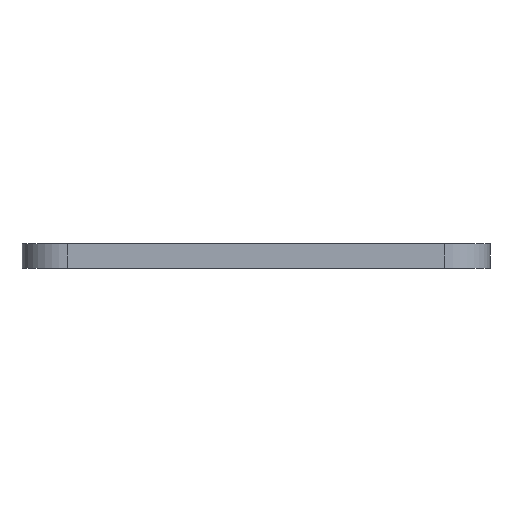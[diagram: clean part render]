
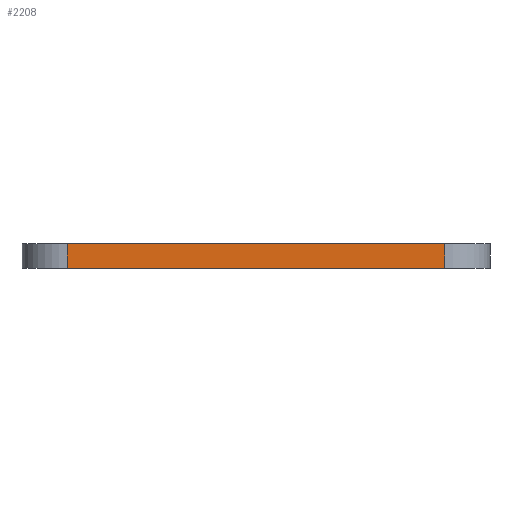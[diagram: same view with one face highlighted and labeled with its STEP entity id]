
A CAD part, left-side view. The second image highlights one B-rep face of the part: STEP entity #2208.
In plain terms, the highlighted planar face has unit normal (-1, 0, 0).
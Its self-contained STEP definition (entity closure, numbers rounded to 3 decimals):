
#83 = PLANE('',#84);
#84 = AXIS2_PLACEMENT_3D('',#85,#86,#87);
#85 = CARTESIAN_POINT('',(87.5,-52.5,1.6));
#86 = DIRECTION('',(0.,0.,1.));
#87 = DIRECTION('',(1.,0.,-0.));
#137 = PLANE('',#138);
#138 = AXIS2_PLACEMENT_3D('',#139,#140,#141);
#139 = CARTESIAN_POINT('',(87.5,-52.5,0.));
#140 = DIRECTION('',(0.,0.,1.));
#141 = DIRECTION('',(1.,0.,-0.));
#334 = VERTEX_POINT('',#335);
#335 = CARTESIAN_POINT('',(52.,-40.,0.));
#350 = CYLINDRICAL_SURFACE('',#351,3.);
#351 = AXIS2_PLACEMENT_3D('',#352,#353,#354);
#352 = CARTESIAN_POINT('',(55.,-40.,0.));
#353 = DIRECTION('',(-0.,-0.,-1.));
#354 = DIRECTION('',(1.,0.,-0.));
#362 = EDGE_CURVE('',#334,#363,#365,.T.);
#363 = VERTEX_POINT('',#364);
#364 = CARTESIAN_POINT('',(52.,-65.,0.));
#365 = SURFACE_CURVE('',#366,(#370,#377),.PCURVE_S1.);
#366 = LINE('',#367,#368);
#367 = CARTESIAN_POINT('',(52.,-40.,0.));
#368 = VECTOR('',#369,1.);
#369 = DIRECTION('',(0.,-1.,0.));
#370 = PCURVE('',#137,#371);
#371 = DEFINITIONAL_REPRESENTATION('',(#372),#376);
#372 = LINE('',#373,#374);
#373 = CARTESIAN_POINT('',(-35.5,12.5));
#374 = VECTOR('',#375,1.);
#375 = DIRECTION('',(0.,-1.));
#376 = ( GEOMETRIC_REPRESENTATION_CONTEXT(2) 
PARAMETRIC_REPRESENTATION_CONTEXT() REPRESENTATION_CONTEXT('2D SPACE',''
  ) );
#377 = PCURVE('',#378,#383);
#378 = PLANE('',#379);
#379 = AXIS2_PLACEMENT_3D('',#380,#381,#382);
#380 = CARTESIAN_POINT('',(52.,-40.,0.));
#381 = DIRECTION('',(1.,0.,-0.));
#382 = DIRECTION('',(0.,-1.,0.));
#383 = DEFINITIONAL_REPRESENTATION('',(#384),#388);
#384 = LINE('',#385,#386);
#385 = CARTESIAN_POINT('',(0.,0.));
#386 = VECTOR('',#387,1.);
#387 = DIRECTION('',(1.,0.));
#388 = ( GEOMETRIC_REPRESENTATION_CONTEXT(2) 
PARAMETRIC_REPRESENTATION_CONTEXT() REPRESENTATION_CONTEXT('2D SPACE',''
  ) );
#407 = CYLINDRICAL_SURFACE('',#408,3.);
#408 = AXIS2_PLACEMENT_3D('',#409,#410,#411);
#409 = CARTESIAN_POINT('',(55.,-65.,0.));
#410 = DIRECTION('',(-0.,-0.,-1.));
#411 = DIRECTION('',(1.,0.,-0.));
#1307 = VERTEX_POINT('',#1308);
#1308 = CARTESIAN_POINT('',(52.,-40.,1.6));
#1330 = EDGE_CURVE('',#1307,#1331,#1333,.T.);
#1331 = VERTEX_POINT('',#1332);
#1332 = CARTESIAN_POINT('',(52.,-65.,1.6));
#1333 = SURFACE_CURVE('',#1334,(#1338,#1345),.PCURVE_S1.);
#1334 = LINE('',#1335,#1336);
#1335 = CARTESIAN_POINT('',(52.,-40.,1.6));
#1336 = VECTOR('',#1337,1.);
#1337 = DIRECTION('',(0.,-1.,0.));
#1338 = PCURVE('',#83,#1339);
#1339 = DEFINITIONAL_REPRESENTATION('',(#1340),#1344);
#1340 = LINE('',#1341,#1342);
#1341 = CARTESIAN_POINT('',(-35.5,12.5));
#1342 = VECTOR('',#1343,1.);
#1343 = DIRECTION('',(0.,-1.));
#1344 = ( GEOMETRIC_REPRESENTATION_CONTEXT(2) 
PARAMETRIC_REPRESENTATION_CONTEXT() REPRESENTATION_CONTEXT('2D SPACE',''
  ) );
#1345 = PCURVE('',#378,#1346);
#1346 = DEFINITIONAL_REPRESENTATION('',(#1347),#1351);
#1347 = LINE('',#1348,#1349);
#1348 = CARTESIAN_POINT('',(0.,-1.6));
#1349 = VECTOR('',#1350,1.);
#1350 = DIRECTION('',(1.,0.));
#1351 = ( GEOMETRIC_REPRESENTATION_CONTEXT(2) 
PARAMETRIC_REPRESENTATION_CONTEXT() REPRESENTATION_CONTEXT('2D SPACE',''
  ) );
#2158 = EDGE_CURVE('',#363,#1331,#2159,.T.);
#2159 = SURFACE_CURVE('',#2160,(#2164,#2171),.PCURVE_S1.);
#2160 = LINE('',#2161,#2162);
#2161 = CARTESIAN_POINT('',(52.,-65.,0.));
#2162 = VECTOR('',#2163,1.);
#2163 = DIRECTION('',(0.,0.,1.));
#2164 = PCURVE('',#407,#2165);
#2165 = DEFINITIONAL_REPRESENTATION('',(#2166),#2170);
#2166 = LINE('',#2167,#2168);
#2167 = CARTESIAN_POINT('',(-3.142,0.));
#2168 = VECTOR('',#2169,1.);
#2169 = DIRECTION('',(-0.,-1.));
#2170 = ( GEOMETRIC_REPRESENTATION_CONTEXT(2) 
PARAMETRIC_REPRESENTATION_CONTEXT() REPRESENTATION_CONTEXT('2D SPACE',''
  ) );
#2171 = PCURVE('',#378,#2172);
#2172 = DEFINITIONAL_REPRESENTATION('',(#2173),#2177);
#2173 = LINE('',#2174,#2175);
#2174 = CARTESIAN_POINT('',(25.,0.));
#2175 = VECTOR('',#2176,1.);
#2176 = DIRECTION('',(0.,-1.));
#2177 = ( GEOMETRIC_REPRESENTATION_CONTEXT(2) 
PARAMETRIC_REPRESENTATION_CONTEXT() REPRESENTATION_CONTEXT('2D SPACE',''
  ) );
#2187 = EDGE_CURVE('',#334,#1307,#2188,.T.);
#2188 = SURFACE_CURVE('',#2189,(#2193,#2200),.PCURVE_S1.);
#2189 = LINE('',#2190,#2191);
#2190 = CARTESIAN_POINT('',(52.,-40.,0.));
#2191 = VECTOR('',#2192,1.);
#2192 = DIRECTION('',(0.,0.,1.));
#2193 = PCURVE('',#350,#2194);
#2194 = DEFINITIONAL_REPRESENTATION('',(#2195),#2199);
#2195 = LINE('',#2196,#2197);
#2196 = CARTESIAN_POINT('',(-3.142,0.));
#2197 = VECTOR('',#2198,1.);
#2198 = DIRECTION('',(-0.,-1.));
#2199 = ( GEOMETRIC_REPRESENTATION_CONTEXT(2) 
PARAMETRIC_REPRESENTATION_CONTEXT() REPRESENTATION_CONTEXT('2D SPACE',''
  ) );
#2200 = PCURVE('',#378,#2201);
#2201 = DEFINITIONAL_REPRESENTATION('',(#2202),#2206);
#2202 = LINE('',#2203,#2204);
#2203 = CARTESIAN_POINT('',(0.,0.));
#2204 = VECTOR('',#2205,1.);
#2205 = DIRECTION('',(0.,-1.));
#2206 = ( GEOMETRIC_REPRESENTATION_CONTEXT(2) 
PARAMETRIC_REPRESENTATION_CONTEXT() REPRESENTATION_CONTEXT('2D SPACE',''
  ) );
#2208 = ADVANCED_FACE('',(#2209),#378,.F.);
#2209 = FACE_BOUND('',#2210,.F.);
#2210 = EDGE_LOOP('',(#2211,#2212,#2213,#2214));
#2211 = ORIENTED_EDGE('',*,*,#2187,.T.);
#2212 = ORIENTED_EDGE('',*,*,#1330,.T.);
#2213 = ORIENTED_EDGE('',*,*,#2158,.F.);
#2214 = ORIENTED_EDGE('',*,*,#362,.F.);
